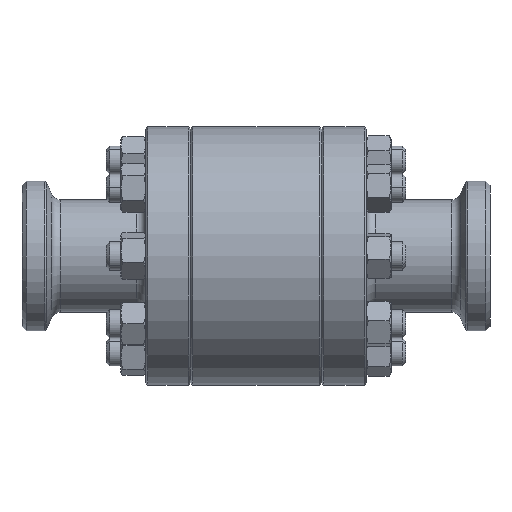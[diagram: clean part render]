
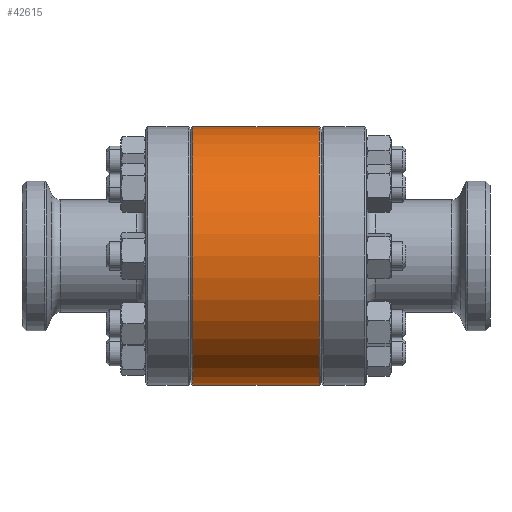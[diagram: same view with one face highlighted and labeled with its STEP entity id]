
A CAD part, front view. The second image highlights one B-rep face of the part: STEP entity #42615.
In plain terms, the highlighted cylindrical face has radius 43.815 mm (diameter 87.63 mm), a partial arc.
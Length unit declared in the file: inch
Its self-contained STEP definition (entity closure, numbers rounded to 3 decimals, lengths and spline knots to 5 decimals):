
#755 = ORIENTED_EDGE ( 'NONE', *, *, #27851, .T. ) ;
#1192 = DIRECTION ( 'NONE',  ( -1., 0., 0. ) ) ;
#3950 = VERTEX_POINT ( 'NONE', #45234 ) ;
#4185 = CIRCLE ( 'NONE', #45876, 1.725 ) ;
#6388 = EDGE_LOOP ( 'NONE', ( #46139, #755, #58838, #7592 ) ) ;
#7592 = ORIENTED_EDGE ( 'NONE', *, *, #14634, .F. ) ;
#7647 = LINE ( 'NONE', #36765, #18820 ) ;
#11005 = AXIS2_PLACEMENT_3D ( 'NONE', #35151, #1192, #25754 ) ;
#13249 = DIRECTION ( 'NONE',  ( -1., 0., 0. ) ) ;
#14634 = EDGE_CURVE ( 'NONE', #14853, #3950, #35307, .T. ) ;
#14853 = VERTEX_POINT ( 'NONE', #18452 ) ;
#18452 = CARTESIAN_POINT ( 'NONE',  ( 0.03, -1.975, -1.725 ) ) ;
#18510 = CYLINDRICAL_SURFACE ( 'NONE', #11005, 1.725 ) ;
#18820 = VECTOR ( 'NONE', #13249, 39.37008 ) ;
#20783 = CARTESIAN_POINT ( 'NONE',  ( 1.72, -1.975, -1.725 ) ) ;
#21216 = DIRECTION ( 'NONE',  ( -1., 0., 0. ) ) ;
#24460 = FACE_OUTER_BOUND ( 'NONE', #6388, .T. ) ;
#25754 = DIRECTION ( 'NONE',  ( 0., 0., 1. ) ) ;
#27851 = EDGE_CURVE ( 'NONE', #60768, #37387, #4185, .T. ) ;
#27887 = DIRECTION ( 'NONE',  ( -1., 0., 0. ) ) ;
#35151 = CARTESIAN_POINT ( 'NONE',  ( -0.23969, -1.975, 0. ) ) ;
#35307 = CIRCLE ( 'NONE', #36073, 1.725 ) ;
#36073 = AXIS2_PLACEMENT_3D ( 'NONE', #49721, #21216, #54531 ) ;
#36765 = CARTESIAN_POINT ( 'NONE',  ( -0.23969, -1.975, 1.725 ) ) ;
#37387 = VERTEX_POINT ( 'NONE', #49694 ) ;
#37973 = EDGE_CURVE ( 'NONE', #37387, #3950, #7647, .T. ) ;
#40810 = CARTESIAN_POINT ( 'NONE',  ( -0.23969, -1.975, -1.725 ) ) ;
#41968 = LINE ( 'NONE', #40810, #61291 ) ;
#42615 = ADVANCED_FACE ( 'NONE', ( #24460 ), #18510, .T. ) ;
#45234 = CARTESIAN_POINT ( 'NONE',  ( 0.03, -1.975, 1.725 ) ) ;
#45603 = DIRECTION ( 'NONE',  ( -1., 0., 0. ) ) ;
#45876 = AXIS2_PLACEMENT_3D ( 'NONE', #56445, #27887, #61189 ) ;
#46139 = ORIENTED_EDGE ( 'NONE', *, *, #60799, .F. ) ;
#49694 = CARTESIAN_POINT ( 'NONE',  ( 1.72, -1.975, 1.725 ) ) ;
#49721 = CARTESIAN_POINT ( 'NONE',  ( 0.03, -1.975, 0. ) ) ;
#54531 = DIRECTION ( 'NONE',  ( 0., 0., 1. ) ) ;
#56445 = CARTESIAN_POINT ( 'NONE',  ( 1.72, -1.975, 0. ) ) ;
#58838 = ORIENTED_EDGE ( 'NONE', *, *, #37973, .T. ) ;
#60768 = VERTEX_POINT ( 'NONE', #20783 ) ;
#60799 = EDGE_CURVE ( 'NONE', #60768, #14853, #41968, .T. ) ;
#61189 = DIRECTION ( 'NONE',  ( 0., 0., 1. ) ) ;
#61291 = VECTOR ( 'NONE', #45603, 39.37008 ) ;
